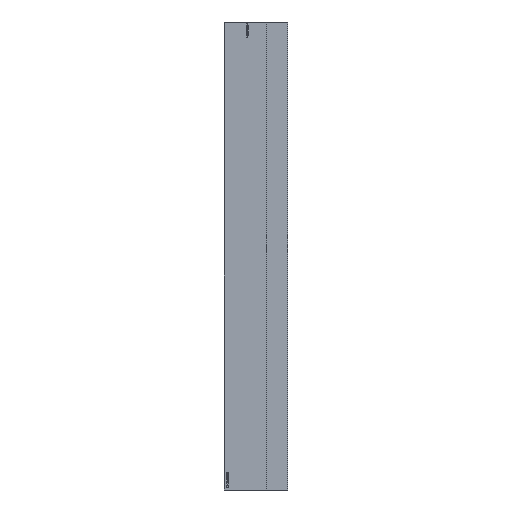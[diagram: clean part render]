
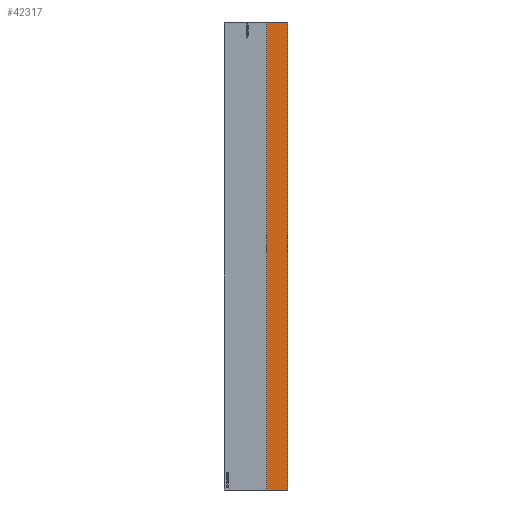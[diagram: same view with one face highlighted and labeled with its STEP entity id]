
A CAD part, left-side view. The second image highlights one B-rep face of the part: STEP entity #42317.
In plain terms, the highlighted planar face has unit normal (-1, 0, 0).
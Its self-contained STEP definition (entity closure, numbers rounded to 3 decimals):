
#41476 = PLANE('',#41477);
#41477 = AXIS2_PLACEMENT_3D('',#41478,#41479,#41480);
#41478 = CARTESIAN_POINT('',(-11.7,9.38,205.));
#41479 = DIRECTION('',(0.,0.,1.));
#41480 = DIRECTION('',(1.,0.,0.));
#41504 = PLANE('',#41505);
#41505 = AXIS2_PLACEMENT_3D('',#41506,#41507,#41508);
#41506 = CARTESIAN_POINT('',(-11.8,9.28,0.));
#41507 = DIRECTION('',(0.,-1.,0.));
#41508 = DIRECTION('',(-1.,0.,0.));
#41530 = PLANE('',#41531);
#41531 = AXIS2_PLACEMENT_3D('',#41532,#41533,#41534);
#41532 = CARTESIAN_POINT('',(-11.7,9.38,0.));
#41533 = DIRECTION('',(0.,0.,1.));
#41534 = DIRECTION('',(1.,0.,0.));
#41623 = VERTEX_POINT('',#41624);
#41624 = CARTESIAN_POINT('',(-30.,9.28,205.));
#41645 = EDGE_CURVE('',#41646,#41623,#41648,.T.);
#41646 = VERTEX_POINT('',#41647);
#41647 = CARTESIAN_POINT('',(-30.,9.28,0.));
#41648 = SURFACE_CURVE('',#41649,(#41653,#41660),.PCURVE_S1.);
#41649 = LINE('',#41650,#41651);
#41650 = CARTESIAN_POINT('',(-30.,9.28,0.));
#41651 = VECTOR('',#41652,1.);
#41652 = DIRECTION('',(0.,0.,1.));
#41653 = PCURVE('',#41504,#41654);
#41654 = DEFINITIONAL_REPRESENTATION('',(#41655),#41659);
#41655 = LINE('',#41656,#41657);
#41656 = CARTESIAN_POINT('',(18.2,0.));
#41657 = VECTOR('',#41658,1.);
#41658 = DIRECTION('',(0.,-1.));
#41659 = ( GEOMETRIC_REPRESENTATION_CONTEXT(2) 
PARAMETRIC_REPRESENTATION_CONTEXT() REPRESENTATION_CONTEXT('2D SPACE',''
  ) );
#41660 = PCURVE('',#41661,#41666);
#41661 = PLANE('',#41662);
#41662 = AXIS2_PLACEMENT_3D('',#41663,#41664,#41665);
#41663 = CARTESIAN_POINT('',(-30.,0.,0.));
#41664 = DIRECTION('',(-1.,0.,0.));
#41665 = DIRECTION('',(0.,1.,0.));
#41666 = DEFINITIONAL_REPRESENTATION('',(#41667),#41671);
#41667 = LINE('',#41668,#41669);
#41668 = CARTESIAN_POINT('',(9.28,0.));
#41669 = VECTOR('',#41670,1.);
#41670 = DIRECTION('',(0.,-1.));
#41671 = ( GEOMETRIC_REPRESENTATION_CONTEXT(2) 
PARAMETRIC_REPRESENTATION_CONTEXT() REPRESENTATION_CONTEXT('2D SPACE',''
  ) );
#41839 = EDGE_CURVE('',#41840,#41646,#41842,.T.);
#41840 = VERTEX_POINT('',#41841);
#41841 = CARTESIAN_POINT('',(-30.,0.,0.));
#41842 = SURFACE_CURVE('',#41843,(#41847,#41854),.PCURVE_S1.);
#41843 = LINE('',#41844,#41845);
#41844 = CARTESIAN_POINT('',(-30.,0.,0.));
#41845 = VECTOR('',#41846,1.);
#41846 = DIRECTION('',(0.,1.,0.));
#41847 = PCURVE('',#41530,#41848);
#41848 = DEFINITIONAL_REPRESENTATION('',(#41849),#41853);
#41849 = LINE('',#41850,#41851);
#41850 = CARTESIAN_POINT('',(-18.3,-9.38));
#41851 = VECTOR('',#41852,1.);
#41852 = DIRECTION('',(0.,1.));
#41853 = ( GEOMETRIC_REPRESENTATION_CONTEXT(2) 
PARAMETRIC_REPRESENTATION_CONTEXT() REPRESENTATION_CONTEXT('2D SPACE',''
  ) );
#41854 = PCURVE('',#41661,#41855);
#41855 = DEFINITIONAL_REPRESENTATION('',(#41856),#41860);
#41856 = LINE('',#41857,#41858);
#41857 = CARTESIAN_POINT('',(0.,0.));
#41858 = VECTOR('',#41859,1.);
#41859 = DIRECTION('',(1.,0.));
#41860 = ( GEOMETRIC_REPRESENTATION_CONTEXT(2) 
PARAMETRIC_REPRESENTATION_CONTEXT() REPRESENTATION_CONTEXT('2D SPACE',''
  ) );
#41878 = PLANE('',#41879);
#41879 = AXIS2_PLACEMENT_3D('',#41880,#41881,#41882);
#41880 = CARTESIAN_POINT('',(-30.,0.,0.));
#41881 = DIRECTION('',(0.,1.,0.));
#41882 = DIRECTION('',(1.,0.,0.));
#42085 = EDGE_CURVE('',#42086,#41623,#42088,.T.);
#42086 = VERTEX_POINT('',#42087);
#42087 = CARTESIAN_POINT('',(-30.,0.,205.));
#42088 = SURFACE_CURVE('',#42089,(#42093,#42100),.PCURVE_S1.);
#42089 = LINE('',#42090,#42091);
#42090 = CARTESIAN_POINT('',(-30.,0.,205.));
#42091 = VECTOR('',#42092,1.);
#42092 = DIRECTION('',(0.,1.,0.));
#42093 = PCURVE('',#41476,#42094);
#42094 = DEFINITIONAL_REPRESENTATION('',(#42095),#42099);
#42095 = LINE('',#42096,#42097);
#42096 = CARTESIAN_POINT('',(-18.3,-9.38));
#42097 = VECTOR('',#42098,1.);
#42098 = DIRECTION('',(0.,1.));
#42099 = ( GEOMETRIC_REPRESENTATION_CONTEXT(2) 
PARAMETRIC_REPRESENTATION_CONTEXT() REPRESENTATION_CONTEXT('2D SPACE',''
  ) );
#42100 = PCURVE('',#41661,#42101);
#42101 = DEFINITIONAL_REPRESENTATION('',(#42102),#42106);
#42102 = LINE('',#42103,#42104);
#42103 = CARTESIAN_POINT('',(0.,-205.));
#42104 = VECTOR('',#42105,1.);
#42105 = DIRECTION('',(1.,0.));
#42106 = ( GEOMETRIC_REPRESENTATION_CONTEXT(2) 
PARAMETRIC_REPRESENTATION_CONTEXT() REPRESENTATION_CONTEXT('2D SPACE',''
  ) );
#42317 = ADVANCED_FACE('',(#42318),#41661,.T.);
#42318 = FACE_BOUND('',#42319,.T.);
#42319 = EDGE_LOOP('',(#42320,#42341,#42342,#42343));
#42320 = ORIENTED_EDGE('',*,*,#42321,.T.);
#42321 = EDGE_CURVE('',#41840,#42086,#42322,.T.);
#42322 = SURFACE_CURVE('',#42323,(#42327,#42334),.PCURVE_S1.);
#42323 = LINE('',#42324,#42325);
#42324 = CARTESIAN_POINT('',(-30.,0.,0.));
#42325 = VECTOR('',#42326,1.);
#42326 = DIRECTION('',(0.,0.,1.));
#42327 = PCURVE('',#41661,#42328);
#42328 = DEFINITIONAL_REPRESENTATION('',(#42329),#42333);
#42329 = LINE('',#42330,#42331);
#42330 = CARTESIAN_POINT('',(0.,0.));
#42331 = VECTOR('',#42332,1.);
#42332 = DIRECTION('',(0.,-1.));
#42333 = ( GEOMETRIC_REPRESENTATION_CONTEXT(2) 
PARAMETRIC_REPRESENTATION_CONTEXT() REPRESENTATION_CONTEXT('2D SPACE',''
  ) );
#42334 = PCURVE('',#41878,#42335);
#42335 = DEFINITIONAL_REPRESENTATION('',(#42336),#42340);
#42336 = LINE('',#42337,#42338);
#42337 = CARTESIAN_POINT('',(0.,0.));
#42338 = VECTOR('',#42339,1.);
#42339 = DIRECTION('',(0.,-1.));
#42340 = ( GEOMETRIC_REPRESENTATION_CONTEXT(2) 
PARAMETRIC_REPRESENTATION_CONTEXT() REPRESENTATION_CONTEXT('2D SPACE',''
  ) );
#42341 = ORIENTED_EDGE('',*,*,#42085,.T.);
#42342 = ORIENTED_EDGE('',*,*,#41645,.F.);
#42343 = ORIENTED_EDGE('',*,*,#41839,.F.);
